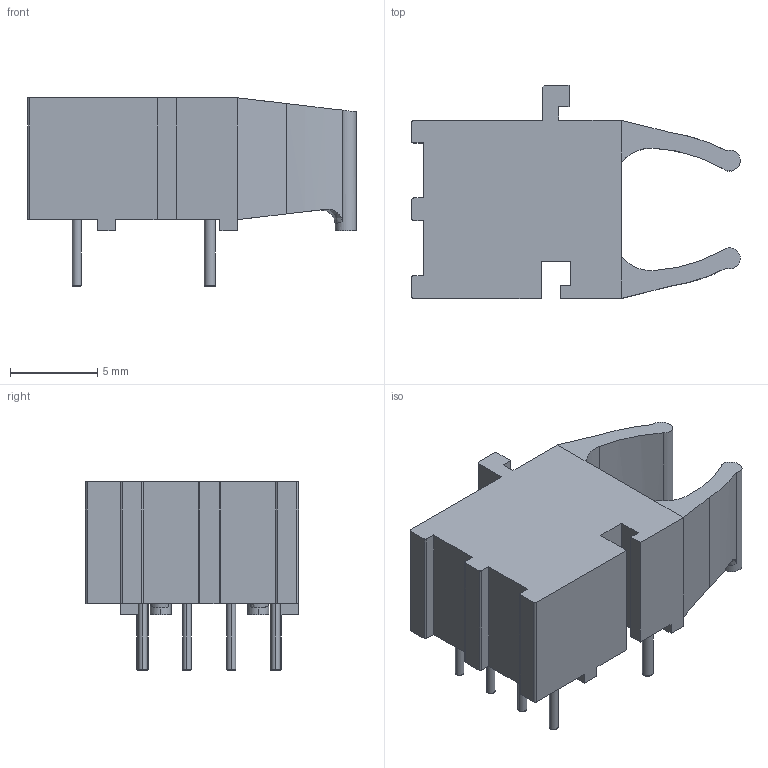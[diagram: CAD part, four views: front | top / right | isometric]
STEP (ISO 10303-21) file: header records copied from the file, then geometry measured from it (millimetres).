
FILE_DESCRIPTION (( 'STEP AP214' ), '1' );
FILE_NAME ('0EA732AE-CC58-458A-B7F9-868488140A96.STEP', '2022-08-05T11:30:52', ( '' ), ( '' ), 'SwSTEP 2.0', 'SolidWorks 2022', '' );
FILE_SCHEMA (( 'AUTOMOTIVE_DESIGN' ));
Length unit declared in the file: millimetre
Products named in the file (1): 0EA732AE-CC58-458A-B7F9-868488140A96
Bounding box: 18.8 x 12.2 x 10.79 mm (x, y, z)
Volume: 827.9 mm3; surface area: 977.4 mm2
Topology: 1 solids, 1 shells, 102 faces, 257 edges, 164 vertices
Faces by surface type: plane 58, cylinder 30, bspline 14
Entity records: 4647 total; most frequent: CARTESIAN_POINT 1152, ORIENTED_EDGE 514, DIRECTION 453, EDGE_CURVE 257, VERTEX_POINT 164, LINE 163, VECTOR 163, AXIS2_PLACEMENT_3D 145
